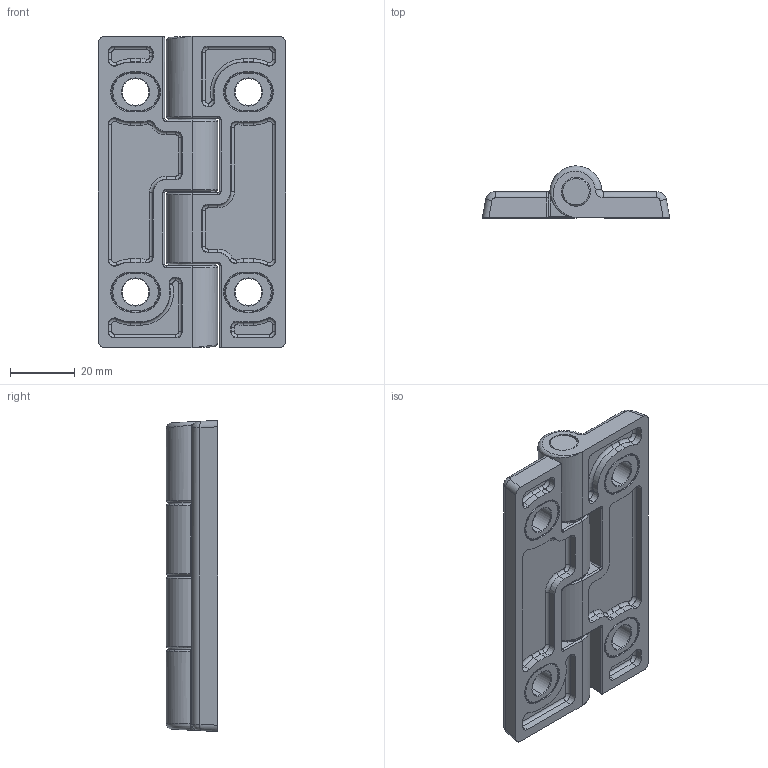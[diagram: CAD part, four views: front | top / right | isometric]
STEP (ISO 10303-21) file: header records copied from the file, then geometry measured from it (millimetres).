
FILE_DESCRIPTION (( 'STEP AP214' ), '1' );
FILE_NAME ('095050.STEP', '2014-08-14T10:33:28', ( '' ), ( '' ), 'SwSTEP 2.0', 'SolidWorks 2014', '' );
FILE_SCHEMA (( 'AUTOMOTIVE_DESIGN' ));
Length unit declared in the file: millimetre
Products named in the file (5): 095050r04_095050r04 (8er Bohrung); 095050r03_095air01; 0955050r01_095050 R01 (35mm); 095050; 340me345
Assembly tree (10 placements, depth 2):
  095050
    0955050r01_095050 R01 (35mm)  x2
    095050r03_095air01
    095050r04_095050r04 (8er Bohrung)  x4
    340me345  x3
Bounding box: 58 x 16 x 96.44 mm (x, y, z)
Volume: 42607.6 mm3; surface area: 28671.8 mm2
Topology: 10 solids, 10 shells, 762 faces, 1756 edges, 1026 vertices
Faces by surface type: torus 226, cylinder 207, plane 129, bspline 112, cone 88
Entity records: 9471 total; most frequent: CARTESIAN_POINT 2389, DIRECTION 1572, ORIENTED_EDGE 1394, EDGE_CURVE 697, AXIS2_PLACEMENT_3D 668, VERTEX_POINT 409, CIRCLE 385, EDGE_LOOP 318
